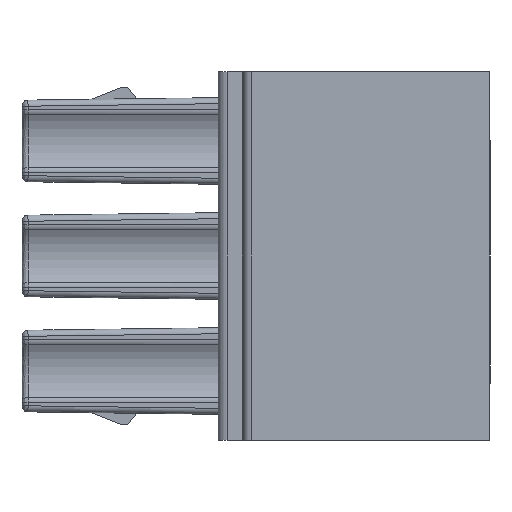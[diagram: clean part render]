
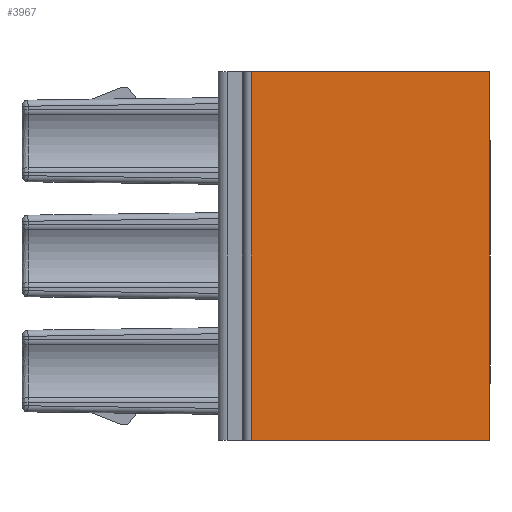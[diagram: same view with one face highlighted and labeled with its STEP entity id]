
A CAD part, left-side view. The second image highlights one B-rep face of the part: STEP entity #3967.
In plain terms, the highlighted planar face has unit normal (-1, 0, 0).
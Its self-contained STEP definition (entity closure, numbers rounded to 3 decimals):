
#409 = DIRECTION ( 'NONE',  ( 0., 0., 1. ) ) ;
#640 = DIRECTION ( 'NONE',  ( 0., 0., 1. ) ) ;
#908 = ORIENTED_EDGE ( 'NONE', *, *, #1569, .T. ) ;
#963 = VERTEX_POINT ( 'NONE', #1374 ) ;
#1044 = VERTEX_POINT ( 'NONE', #1341 ) ;
#1102 = DIRECTION ( 'NONE',  ( 0., 1., 0. ) ) ;
#1137 = DIRECTION ( 'NONE',  ( -1., 0., 0. ) ) ;
#1341 = CARTESIAN_POINT ( 'NONE',  ( 0., 0., 9.92 ) ) ;
#1374 = CARTESIAN_POINT ( 'NONE',  ( 0., 7.9, 9.92 ) ) ;
#1569 = EDGE_CURVE ( 'NONE', #5059, #1044, #1663, .T. ) ;
#1574 = LINE ( 'NONE', #4951, #5475 ) ;
#1663 = LINE ( 'NONE', #3848, #4793 ) ;
#1680 = FACE_OUTER_BOUND ( 'NONE', #4879, .T. ) ;
#2126 = DIRECTION ( 'NONE',  ( 0., 1., 0. ) ) ;
#2384 = EDGE_CURVE ( 'NONE', #1044, #963, #1574, .T. ) ;
#2845 = ORIENTED_EDGE ( 'NONE', *, *, #6135, .T. ) ;
#3288 = EDGE_CURVE ( 'NONE', #5059, #6357, #6335, .T. ) ;
#3624 = CARTESIAN_POINT ( 'NONE',  ( 0., 7.9, -2.3 ) ) ;
#3644 = DIRECTION ( 'NONE',  ( 0., 0., -1. ) ) ;
#3848 = CARTESIAN_POINT ( 'NONE',  ( 0., 0., 9.92 ) ) ;
#3863 = PLANE ( 'NONE',  #5726 ) ;
#3967 = ADVANCED_FACE ( 'NONE', ( #1680 ), #3863, .T. ) ;
#4242 = VECTOR ( 'NONE', #2126, 1000. ) ;
#4314 = LINE ( 'NONE', #6872, #6984 ) ;
#4729 = CARTESIAN_POINT ( 'NONE',  ( 0., 0., -2.3 ) ) ;
#4793 = VECTOR ( 'NONE', #409, 1000. ) ;
#4879 = EDGE_LOOP ( 'NONE', ( #2845, #5648, #908, #5468 ) ) ;
#4951 = CARTESIAN_POINT ( 'NONE',  ( 0., 0., 9.92 ) ) ;
#5059 = VERTEX_POINT ( 'NONE', #5984 ) ;
#5468 = ORIENTED_EDGE ( 'NONE', *, *, #2384, .T. ) ;
#5475 = VECTOR ( 'NONE', #1102, 1000. ) ;
#5648 = ORIENTED_EDGE ( 'NONE', *, *, #3288, .F. ) ;
#5726 = AXIS2_PLACEMENT_3D ( 'NONE', #6016, #1137, #640 ) ;
#5984 = CARTESIAN_POINT ( 'NONE',  ( 0., 0., -2.3 ) ) ;
#6016 = CARTESIAN_POINT ( 'NONE',  ( 0., 0., 9.92 ) ) ;
#6135 = EDGE_CURVE ( 'NONE', #963, #6357, #4314, .T. ) ;
#6335 = LINE ( 'NONE', #4729, #4242 ) ;
#6357 = VERTEX_POINT ( 'NONE', #3624 ) ;
#6872 = CARTESIAN_POINT ( 'NONE',  ( 0., 7.9, 9.92 ) ) ;
#6984 = VECTOR ( 'NONE', #3644, 1000. ) ;
